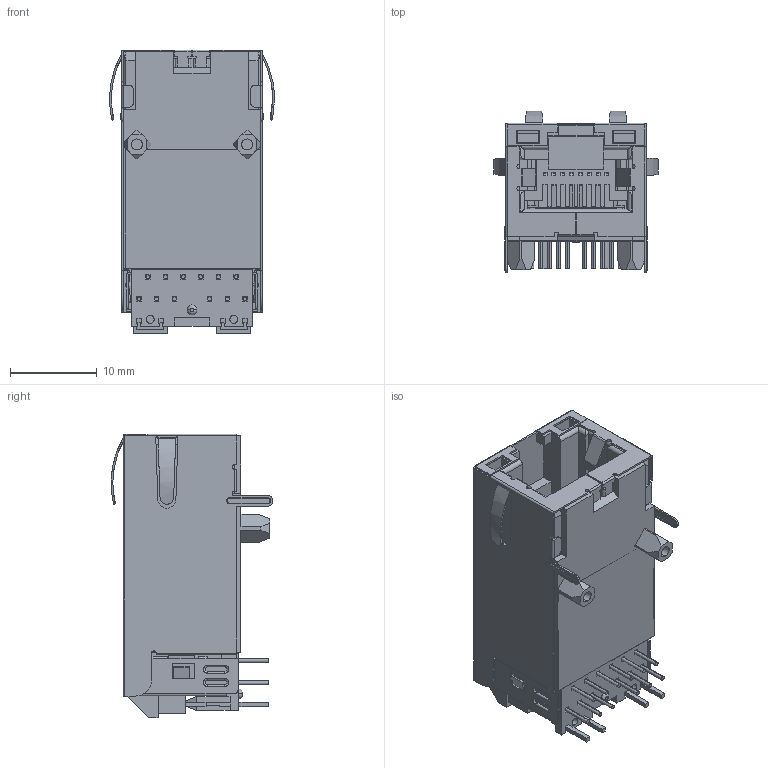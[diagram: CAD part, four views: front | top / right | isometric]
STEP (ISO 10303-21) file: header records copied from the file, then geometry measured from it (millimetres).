
FILE_DESCRIPTION (( 'STEP AP214' ), '1' );
FILE_NAME ('User Library-RJ45-8P_1000-mag.STEP', '2014-09-09T09:35:53', ( 'Windows User' ), ( '' ), 'SwSTEP 2.0', 'SolidWorks 2014', '' );
FILE_SCHEMA (( 'AUTOMOTIVE_DESIGN' ));
Length unit declared in the file: inch
Products named in the file (1): User Library-RJ45-8P_1000-mag
Bounding box: 19 x 18.64 x 32.69 mm (x, y, z)
Surface area: 8557.3 mm2 (no closed solid volume)
Topology: 0 solids, 11 shells, 1369 faces, 3719 edges, 2387 vertices
Faces by surface type: plane 1027, cylinder 273, bspline 61, cone 6, torus 2
Entity records: 44713 total; most frequent: CARTESIAN_POINT 10082, ORIENTED_EDGE 7426, DIRECTION 6783, EDGE_CURVE 3715, LINE 2991, VECTOR 2991, VERTEX_POINT 2387, AXIS2_PLACEMENT_3D 1896
